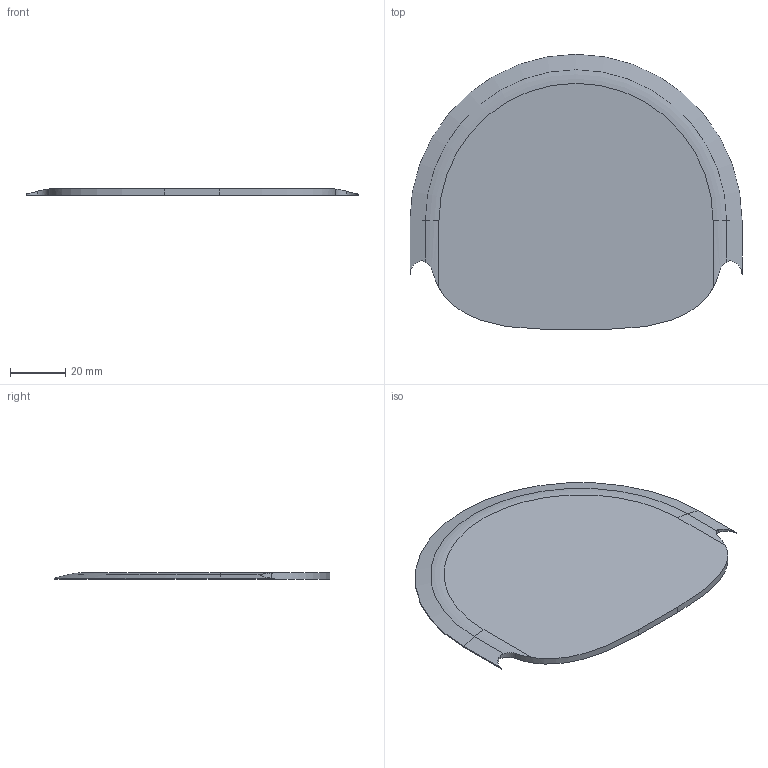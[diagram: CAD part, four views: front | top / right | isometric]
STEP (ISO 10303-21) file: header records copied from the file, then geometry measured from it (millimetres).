
FILE_DESCRIPTION(/* description */ ('STEP AP242','CAx-IF Rec.Pracs.---Representation and Presentation of Product Manufacturing Information (PMI)---4.0---2014-10-13','CAx-IF Rec.Pracs.---3D Tessellated Geometry---0.4---2014-09-14','2;1'),/* implementation_level */ '2;1');
FILE_NAME(/* name */ 'Assembly 1 - TRAY',/* time_stamp */ '2024-09-20T11:23:07Z',/* author */ (''),/* organization */ (''),/* preprocessor_version */ 'ST-DEVELOPER v20',/* originating_system */ ' ',/* authorisation */ ' ');
FILE_SCHEMA (('AP242_MANAGED_MODEL_BASED_3D_ENGINEERING_MIM_LF { 1 0 10303 442 1 1 4 }'));
Length unit declared in the file: metre
Products named in the file (1): TRAY
Bounding box: 120 x 99.5 x 2.4 mm (x, y, z)
Volume: 21309.6 mm3; surface area: 19826.1 mm2
Topology: 1 solids, 1 shells, 24 faces, 53 edges, 34 vertices
Faces by surface type: plane 10, cylinder 10, bspline 2, cone 1, torus 1
Full cylindrical faces by diameter (mm): 4.3 x3
Entity records: 811 total; most frequent: CARTESIAN_POINT 143, DIRECTION 108, ORIENTED_EDGE 100, EDGE_CURVE 50, AXIS2_PLACEMENT_3D 43, VERTEX_POINT 34, EDGE_LOOP 30, FACE_BOUND 30
